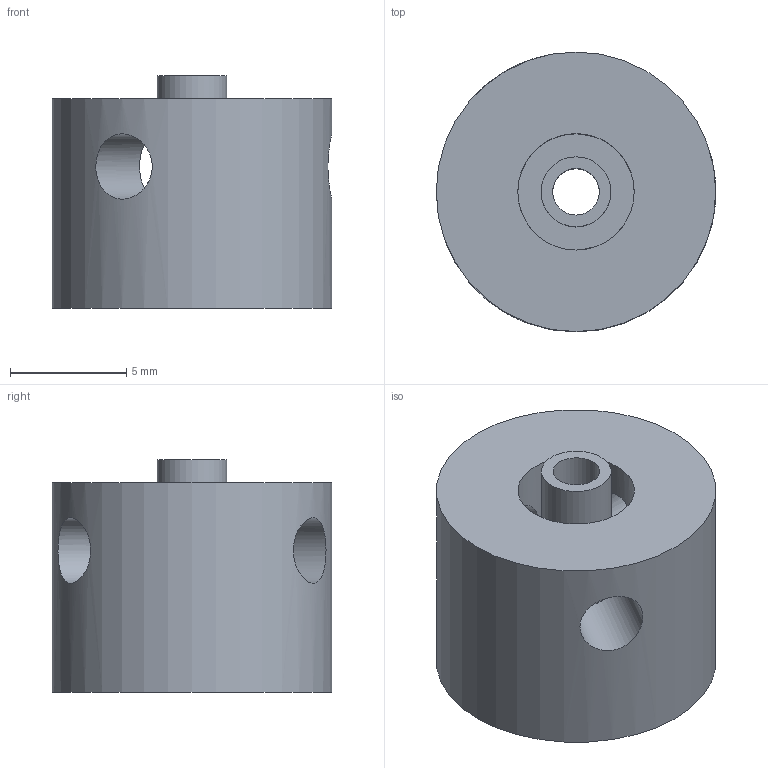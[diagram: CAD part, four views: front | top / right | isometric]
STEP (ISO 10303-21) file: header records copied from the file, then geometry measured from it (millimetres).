
FILE_DESCRIPTION(/* description */ (''),/* implementation_level */ '2;1');
FILE_NAME(/* name */ '20_Cube_Insert_Lightsheet_FEPTube_Rotating_hollowmotor_tubefit.ipt.step',/* time_stamp */ '2022-11-29T08:05:08+01:00',/* author */ ('Prakash Lab'),/* organization */ (''),/* preprocessor_version */ 'ST-DEVELOPER v18.1',/* originating_system */ 'Autodesk Inventor 2022',/* authorisation */ '');
FILE_SCHEMA (('AUTOMOTIVE_DESIGN { 1 0 10303 214 3 1 1 }'));
Length unit declared in the file: inch
Products named in the file (1): 20_Cube_Insert_Lightsheet_FEPTube_Rotating_hollowmotor_tubefit
Bounding box: 12 x 12 x 10 mm (x, y, z)
Volume: 839.8 mm3; surface area: 865.2 mm2
Topology: 1 solids, 1 shells, 11 faces, 30 edges, 22 vertices
Faces by surface type: cylinder 7, plane 4
Full cylindrical faces by diameter (mm): 2 x1, 2.8 x3, 3 x1, 5 x1, 12 x1
Entity records: 597 total; most frequent: CARTESIAN_POINT 270, ORIENTED_EDGE 60, DIRECTION 48, EDGE_CURVE 30, VERTEX_POINT 22, EDGE_LOOP 20, AXIS2_PLACEMENT_3D 20, B_SPLINE_CURVE_WITH_KNOTS 14
